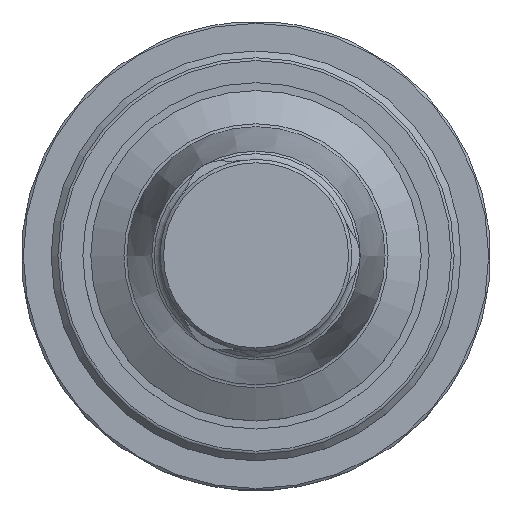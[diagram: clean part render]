
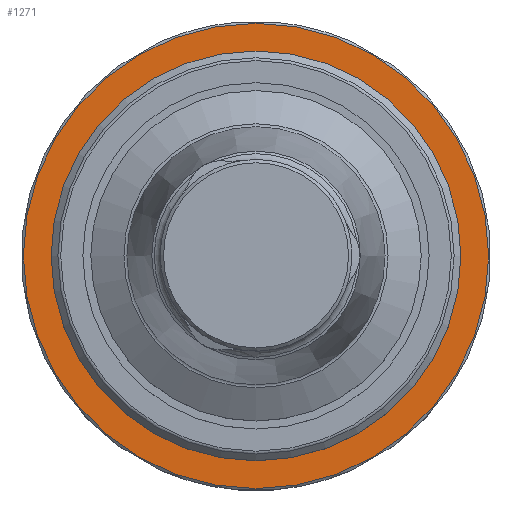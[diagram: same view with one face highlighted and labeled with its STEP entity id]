
A CAD part, top view. The second image highlights one B-rep face of the part: STEP entity #1271.
In plain terms, the highlighted planar face has unit normal (0, 0, 1).
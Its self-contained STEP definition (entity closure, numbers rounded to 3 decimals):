
#106=CIRCLE('',#1429,30.65);
#107=CIRCLE('',#1431,35.2);
#479=ORIENTED_EDGE('',*,*,#697,.T.);
#480=ORIENTED_EDGE('',*,*,#698,.F.);
#697=EDGE_CURVE('',#834,#834,#106,.T.);
#698=EDGE_CURVE('',#835,#835,#107,.T.);
#834=VERTEX_POINT('',#2230);
#835=VERTEX_POINT('',#2233);
#1023=EDGE_LOOP('',(#479));
#1024=EDGE_LOOP('',(#480));
#1153=FACE_BOUND('',#1023,.T.);
#1154=FACE_BOUND('',#1024,.T.);
#1192=PLANE('',#1430);
#1271=ADVANCED_FACE('',(#1153,#1154),#1192,.F.);
#1429=AXIS2_PLACEMENT_3D('',#2229,#1748,#1749);
#1430=AXIS2_PLACEMENT_3D('',#2231,#1750,#1751);
#1431=AXIS2_PLACEMENT_3D('',#2232,#1752,#1753);
#1748=DIRECTION('',(0.,0.,-1.));
#1749=DIRECTION('',(-1.,0.,0.));
#1750=DIRECTION('',(0.,0.,-1.));
#1751=DIRECTION('',(-1.,0.,0.));
#1752=DIRECTION('',(0.,0.,-1.));
#1753=DIRECTION('',(-1.,0.,0.));
#2229=CARTESIAN_POINT('',(0.,0.,-0.999));
#2230=CARTESIAN_POINT('',(-30.65,0.,-0.999));
#2231=CARTESIAN_POINT('',(-30.65,0.,-0.999));
#2232=CARTESIAN_POINT('',(0.,0.,-0.999));
#2233=CARTESIAN_POINT('',(-35.2,0.,-0.999));
